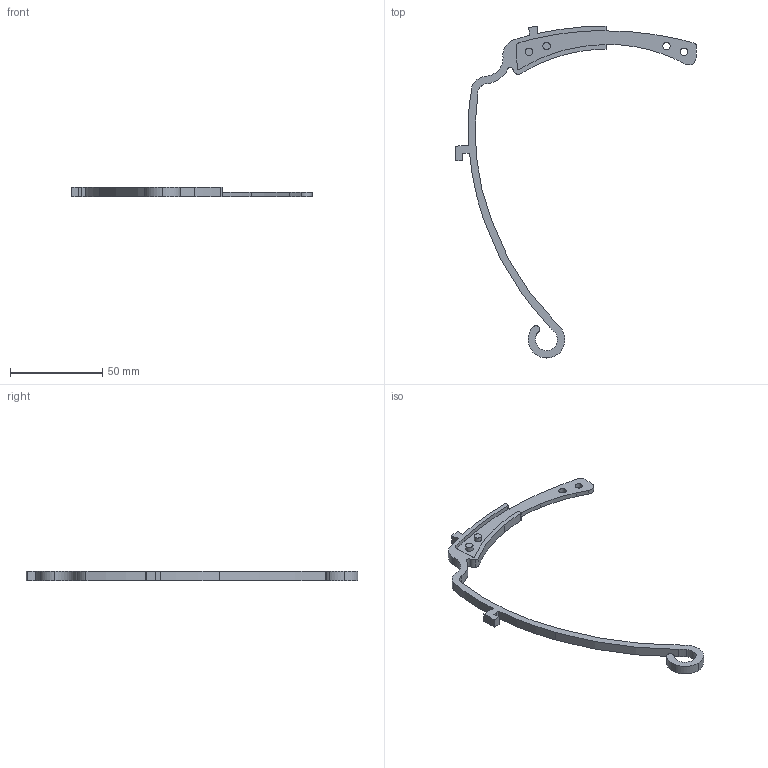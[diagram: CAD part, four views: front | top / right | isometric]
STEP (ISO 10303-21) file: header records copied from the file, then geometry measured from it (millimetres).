
FILE_DESCRIPTION(/* description */ (''),/* implementation_level */ '2;1');
FILE_NAME(/* name */ 'Faceshield_PROTOYPE_FORGITHUB_V1 v1.step',/* time_stamp */ '2020-04-17T21:11:41+01:00',/* author */ (''),/* organization */ (''),/* preprocessor_version */ 'ST-DEVELOPER v18.1',/* originating_system */ 'Autodesk Translation Framework v9.2.0.1227',/* authorisation */ '');
FILE_SCHEMA (('AUTOMOTIVE_DESIGN { 1 0 10303 214 3 1 1 }'));
Length unit declared in the file: millimetre
Products named in the file (2): Faceshield_PROTOYPE_FORGITHUB_V1; Component1
Assembly tree (1 placements, depth 2):
  Faceshield_PROTOYPE_FORGITHUB_V1
    Component1
Bounding box: 130.64 x 180.07 x 5 mm (x, y, z)
Volume: 8364 mm3; surface area: 7780.4 mm2
Topology: 1 solids, 1 shells, 82 faces, 234 edges, 156 vertices
Faces by surface type: cylinder 55, plane 27
Full cylindrical faces by diameter (mm): 4 x4
Entity records: 2789 total; most frequent: DIRECTION 514, CARTESIAN_POINT 475, ORIENTED_EDGE 468, EDGE_CURVE 234, AXIS2_PLACEMENT_3D 195, VERTEX_POINT 156, LINE 124, VECTOR 124
